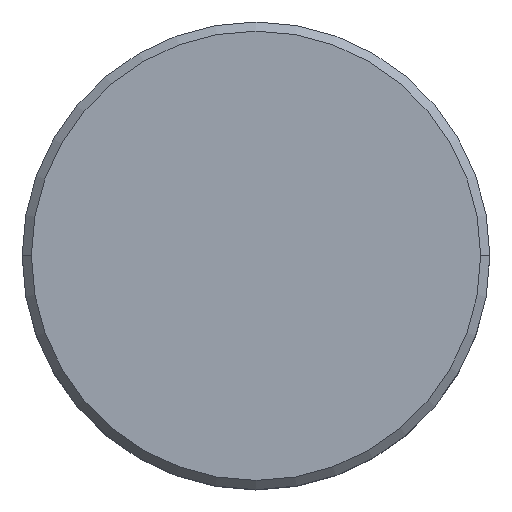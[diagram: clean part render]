
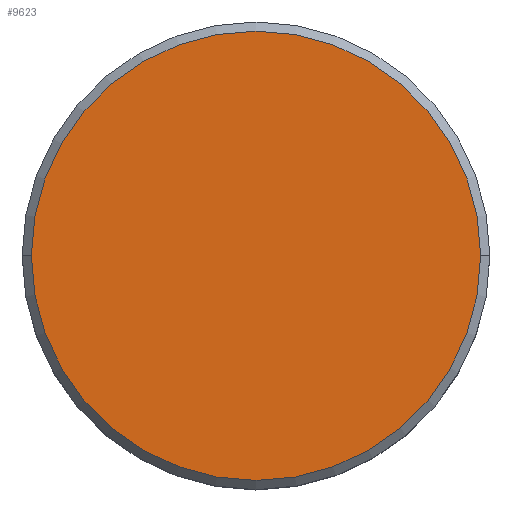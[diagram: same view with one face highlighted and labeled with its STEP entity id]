
A CAD part, top view. The second image highlights one B-rep face of the part: STEP entity #9623.
In plain terms, the highlighted planar face has unit normal (0, 0, 1).
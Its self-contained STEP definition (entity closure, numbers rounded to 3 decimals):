
#12 = DIRECTION ( 'NONE',  ( 0., 0., 1. ) ) ;
#236 = EDGE_CURVE ( 'NONE', #12739, #6293, #9883, .T. ) ;
#736 = AXIS2_PLACEMENT_3D ( 'NONE', #13477, #10021, #13497 ) ;
#760 = EDGE_LOOP ( 'NONE', ( #1866, #8865 ) ) ;
#1866 = ORIENTED_EDGE ( 'NONE', *, *, #3782, .T. ) ;
#3165 = CIRCLE ( 'NONE', #736, 6.1 ) ;
#3782 = EDGE_CURVE ( 'NONE', #6293, #12739, #3165, .T. ) ;
#4675 = CARTESIAN_POINT ( 'NONE',  ( -6.1, 0., 3. ) ) ;
#5815 = AXIS2_PLACEMENT_3D ( 'NONE', #7267, #7248, #7232 ) ;
#6293 = VERTEX_POINT ( 'NONE', #4675 ) ;
#6500 = CARTESIAN_POINT ( 'NONE',  ( 0., 0., 3. ) ) ;
#7232 = DIRECTION ( 'NONE',  ( 1., 0., 0. ) ) ;
#7248 = DIRECTION ( 'NONE',  ( 0., 0., 1. ) ) ;
#7267 = CARTESIAN_POINT ( 'NONE',  ( 0., 0., 3. ) ) ;
#7532 = DIRECTION ( 'NONE',  ( 1., 0., 0. ) ) ;
#7683 = FACE_OUTER_BOUND ( 'NONE', #760, .T. ) ;
#8865 = ORIENTED_EDGE ( 'NONE', *, *, #236, .T. ) ;
#9623 = ADVANCED_FACE ( 'NONE', ( #7683 ), #11715, .T. ) ;
#9684 = AXIS2_PLACEMENT_3D ( 'NONE', #6500, #12, #7532 ) ;
#9883 = CIRCLE ( 'NONE', #5815, 6.1 ) ;
#10021 = DIRECTION ( 'NONE',  ( 0., 0., 1. ) ) ;
#11045 = CARTESIAN_POINT ( 'NONE',  ( 6.1, 0., 3. ) ) ;
#11715 = PLANE ( 'NONE',  #9684 ) ;
#12739 = VERTEX_POINT ( 'NONE', #11045 ) ;
#13477 = CARTESIAN_POINT ( 'NONE',  ( 0., 0., 3. ) ) ;
#13497 = DIRECTION ( 'NONE',  ( 1., 0., 0. ) ) ;
